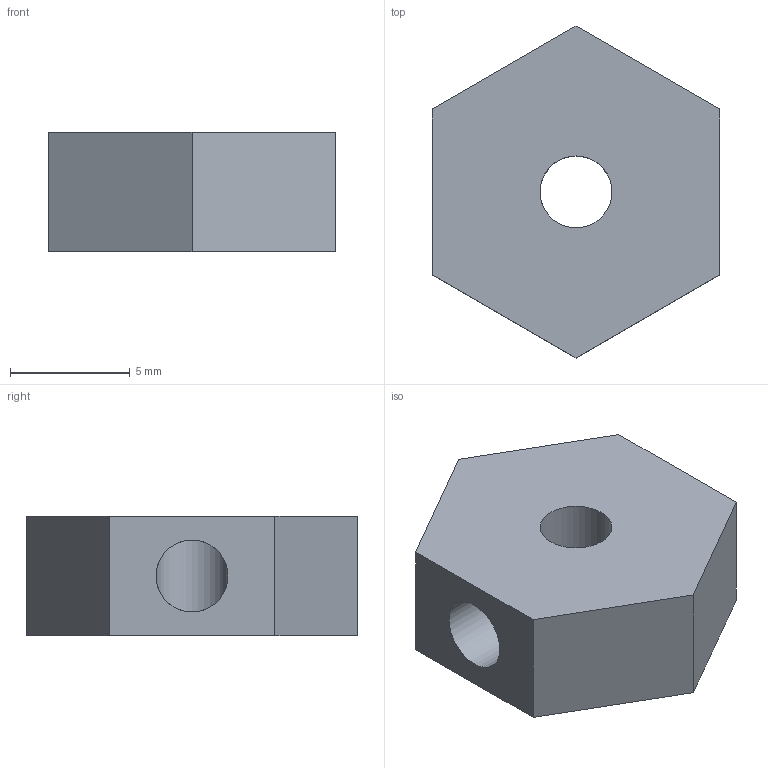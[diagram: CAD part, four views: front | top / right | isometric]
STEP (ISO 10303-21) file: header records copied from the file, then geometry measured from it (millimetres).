
FILE_DESCRIPTION(/* description */ (''),/* implementation_level */ '2;1');
FILE_NAME(/* name */ '5fa82c659965fc10c6c5a1e6',/* time_stamp */ '2020-11-08T17:35:33+00:00',/* author */ (''),/* organization */ (''),/* preprocessor_version */ 'ST-DEVELOPER v16.7',/* originating_system */ $,/* authorisation */ $);
FILE_SCHEMA (('AUTOMOTIVE_DESIGN {1 0 10303 214 3 1 1}'));
Length unit declared in the file: metre
Products named in the file (1): Part 1
Bounding box: 12 x 13.86 x 5 mm (x, y, z)
Volume: 554.8 mm3; surface area: 521.7 mm2
Topology: 1 solids, 1 shells, 10 faces, 25 edges, 17 vertices
Faces by surface type: plane 8, cylinder 2
Full cylindrical faces by diameter (mm): 3 x2
Entity records: 330 total; most frequent: CARTESIAN_POINT 51, DIRECTION 50, ORIENTED_EDGE 46, EDGE_CURVE 23, LINE 18, VECTOR 18, VERTEX_POINT 17, EDGE_LOOP 16
